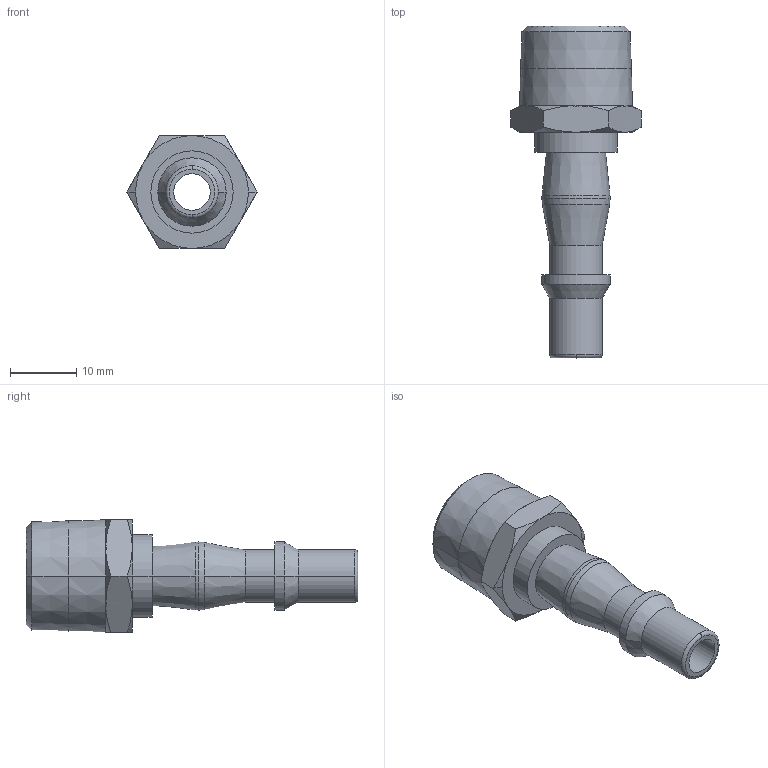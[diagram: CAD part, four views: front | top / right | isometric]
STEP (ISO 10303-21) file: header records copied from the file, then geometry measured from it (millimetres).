
FILE_DESCRIPTION(('STEP AP214'),'1');
FILE_NAME('esb_38_nas.stp','2020-03-05T09:21:22',('TraceParts'),('TraceParts S.A.'),'Spatial InterOp 3D',' ',' ');
FILE_SCHEMA(('automotive_design'));
Length unit declared in the file: millimetre
Products named in the file (1): 1
Bounding box: 19.63 x 50 x 17.01 mm (x, y, z)
Volume: 4645.8 mm3; surface area: 3195.9 mm2
Topology: 1 solids, 1 shells, 57 faces, 141 edges, 89 vertices
Faces by surface type: cone 28, plane 13, cylinder 12, sphere 2, torus 2
Entity records: 2184 total; most frequent: CARTESIAN_POINT 380, DIRECTION 298, ORIENTED_EDGE 274, EDGE_CURVE 137, AXIS2_PLACEMENT_3D 127, VERTEX_POINT 89, CIRCLE 69, EDGE_LOOP 66
